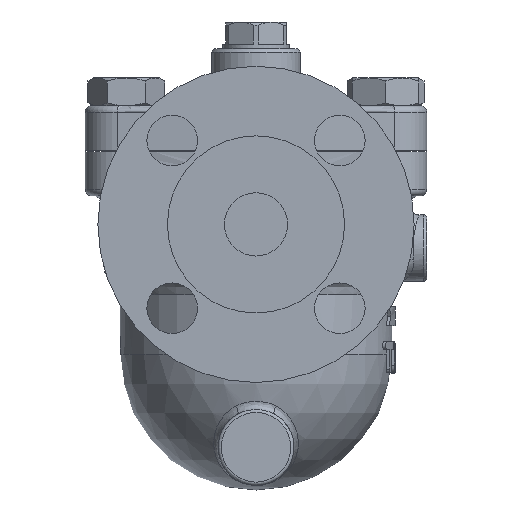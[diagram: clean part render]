
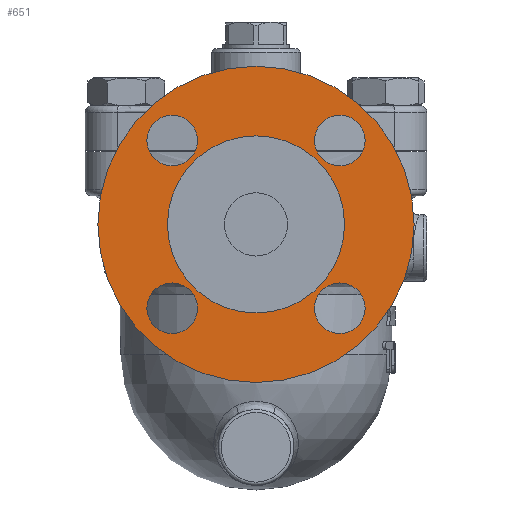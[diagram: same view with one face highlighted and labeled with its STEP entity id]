
A CAD part, left-side view. The second image highlights one B-rep face of the part: STEP entity #651.
In plain terms, the highlighted free-form (B-spline) face has degree [1, 1] with [2, 2] control points.
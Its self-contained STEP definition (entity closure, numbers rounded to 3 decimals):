
#472=CARTESIAN_POINT('',(-116.5,0.0,41.));
#473=VERTEX_POINT('',#472);
#474=CARTESIAN_POINT('',(-116.5,0.0,-9.));
#475=DIRECTION('',(-1.0,0.0,0.0));
#476=DIRECTION('',(0.0,0.0,1.0));
#477=AXIS2_PLACEMENT_3D('',#474,#475,#476);
#478=CIRCLE('',#477,50.0);
#479=EDGE_CURVE('',#473,#473,#478,.T.);
#495=CARTESIAN_POINT('',(-116.5,-18.517,17.517));
#496=VERTEX_POINT('',#495);
#497=CARTESIAN_POINT('',(-116.5,-26.517,17.517));
#498=DIRECTION('',(1.0,0.0,0.0));
#499=DIRECTION('',(0.0,1.0,0.0));
#500=AXIS2_PLACEMENT_3D('',#497,#498,#499);
#501=CIRCLE('',#500,8.0);
#502=EDGE_CURVE('',#496,#496,#501,.T.);
#515=CARTESIAN_POINT('',(-116.5,-26.517,-27.517));
#516=VERTEX_POINT('',#515);
#517=CARTESIAN_POINT('',(-116.5,-26.517,-35.517));
#518=DIRECTION('',(1.0,0.0,0.0));
#519=DIRECTION('',(0.0,0.0,1.0));
#520=AXIS2_PLACEMENT_3D('',#517,#518,#519);
#521=CIRCLE('',#520,8.0);
#522=EDGE_CURVE('',#516,#516,#521,.T.);
#535=CARTESIAN_POINT('',(-116.5,18.517,-35.517));
#536=VERTEX_POINT('',#535);
#537=CARTESIAN_POINT('',(-116.5,26.517,-35.517));
#538=DIRECTION('',(1.0,0.0,0.0));
#539=DIRECTION('',(0.0,-1.0,0.0));
#540=AXIS2_PLACEMENT_3D('',#537,#538,#539);
#541=CIRCLE('',#540,8.0);
#542=EDGE_CURVE('',#536,#536,#541,.T.);
#555=CARTESIAN_POINT('',(-116.5,26.517,9.517));
#556=VERTEX_POINT('',#555);
#557=CARTESIAN_POINT('',(-116.5,26.517,17.517));
#558=DIRECTION('',(1.0,0.0,0.0));
#559=DIRECTION('',(0.0,0.0,-1.0));
#560=AXIS2_PLACEMENT_3D('',#557,#558,#559);
#561=CIRCLE('',#560,8.0);
#562=EDGE_CURVE('',#556,#556,#561,.T.);
#613=CARTESIAN_POINT('',(-116.5,0.0,19.));
#614=VERTEX_POINT('',#613);
#615=CARTESIAN_POINT('',(-116.5,0.0,-9.));
#616=DIRECTION('',(-1.0,0.0,0.0));
#617=DIRECTION('',(0.0,0.0,1.0));
#618=AXIS2_PLACEMENT_3D('',#615,#616,#617);
#619=CIRCLE('',#618,28.0);
#620=EDGE_CURVE('',#614,#614,#619,.T.);
#628=CARTESIAN_POINT('',(-116.5,50.0,41.));
#629=CARTESIAN_POINT('',(-116.5,50.0,-59.));
#630=CARTESIAN_POINT('',(-116.5,-50.0,41.));
#631=CARTESIAN_POINT('',(-116.5,-50.0,-59.));
#632=B_SPLINE_SURFACE_WITH_KNOTS('',1,1,((#628,#630),(#629,#631)),.UNSPECIFIED.,.F.,.F.,.U.,(2,2),(2,2),(0.0,100.0),(0.0,100.0),.UNSPECIFIED.);
#633=ORIENTED_EDGE('',*,*,#479,.T.);
#634=EDGE_LOOP('',(#633));
#635=FACE_OUTER_BOUND('',#634,.T.);
#636=ORIENTED_EDGE('',*,*,#502,.T.);
#637=EDGE_LOOP('',(#636));
#638=FACE_BOUND('',#637,.T.);
#639=ORIENTED_EDGE('',*,*,#522,.T.);
#640=EDGE_LOOP('',(#639));
#641=FACE_BOUND('',#640,.T.);
#642=ORIENTED_EDGE('',*,*,#542,.T.);
#643=EDGE_LOOP('',(#642));
#644=FACE_BOUND('',#643,.T.);
#645=ORIENTED_EDGE('',*,*,#562,.T.);
#646=EDGE_LOOP('',(#645));
#647=FACE_BOUND('',#646,.T.);
#648=ORIENTED_EDGE('',*,*,#620,.F.);
#649=EDGE_LOOP('',(#648));
#650=FACE_BOUND('',#649,.T.);
#651=ADVANCED_FACE('',(#635,#638,#641,#644,#647,#650),#632,.T.);
